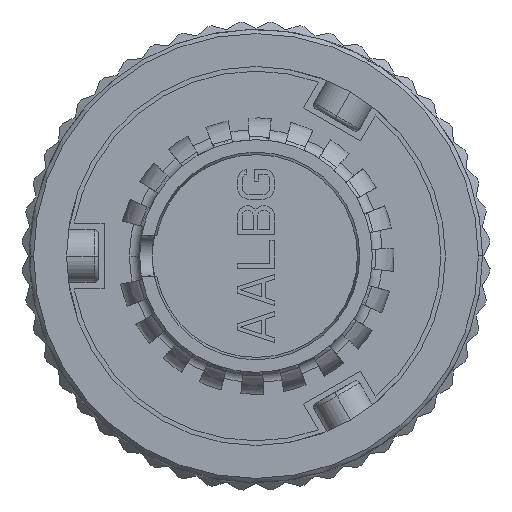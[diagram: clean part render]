
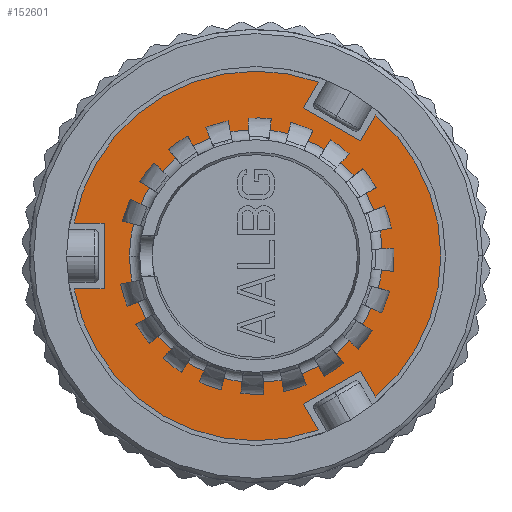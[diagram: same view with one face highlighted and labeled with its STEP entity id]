
A CAD part, left-side view. The second image highlights one B-rep face of the part: STEP entity #152601.
In plain terms, the highlighted planar face has unit normal (-1, 0, 0).
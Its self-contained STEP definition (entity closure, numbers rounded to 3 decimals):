
#42629=CARTESIAN_POINT('',(-13.31,0.,0.));
#42630=DIRECTION('',(-1.,0.,0.));
#42631=DIRECTION('',(0.,-0.338,0.941));
#42632=AXIS2_PLACEMENT_3D('',#42629,#42630,#42631);
#42667=CARTESIAN_POINT('',(-13.31,0.,0.));
#42668=DIRECTION('',(-1.,0.,0.));
#42669=DIRECTION('',(0.,-0.646,-0.763));
#42670=AXIS2_PLACEMENT_3D('',#42667,#42668,#42669);
#42705=CARTESIAN_POINT('',(-13.31,0.,0.));
#42706=DIRECTION('',(-1.,0.,0.));
#42707=DIRECTION('',(0.,0.984,-0.178));
#42708=AXIS2_PLACEMENT_3D('',#42705,#42706,#42707);
#42734=DIRECTION('',(0.,0.5,-0.866));
#42735=VECTOR('',#42734,1.456);
#42736=CARTESIAN_POINT('',(-13.31,-3.03,8.448));
#42737=LINE('13921',#42736,#42735);
#42738=DIRECTION('',(0.,-0.866,-0.5));
#42739=VECTOR('',#42738,3.2);
#42740=CARTESIAN_POINT('',(-13.31,-2.302,7.187));
#42741=LINE('13922',#42740,#42739);
#42742=DIRECTION('',(0.,-0.5,0.866));
#42743=VECTOR('',#42742,1.456);
#42744=CARTESIAN_POINT('',(-13.31,-5.073,5.587));
#42745=LINE('13923',#42744,#42743);
#42746=DIRECTION('',(0.,0.5,0.866));
#42747=VECTOR('',#42746,1.456);
#42748=CARTESIAN_POINT('',(-13.31,-5.801,-6.848));
#42749=LINE('13917',#42748,#42747);
#42750=DIRECTION('',(0.,0.866,-0.5));
#42751=VECTOR('',#42750,3.2);
#42752=CARTESIAN_POINT('',(-13.31,-5.073,-5.587));
#42753=LINE('13918',#42752,#42751);
#42754=DIRECTION('',(0.,-0.5,-0.866));
#42755=VECTOR('',#42754,1.456);
#42756=CARTESIAN_POINT('',(-13.31,-2.302,-7.187));
#42757=LINE('13919',#42756,#42755);
#42758=DIRECTION('',(0.,-1.,0.));
#42759=VECTOR('',#42758,1.456);
#42760=CARTESIAN_POINT('',(-13.31,8.831,-1.6));
#42761=LINE('13910',#42760,#42759);
#42762=DIRECTION('',(0.,0.,1.));
#42763=VECTOR('',#42762,3.2);
#42764=CARTESIAN_POINT('',(-13.31,7.375,-1.6));
#42765=LINE('13911',#42764,#42763);
#42766=DIRECTION('',(0.,-1.,0.));
#42767=VECTOR('',#42766,1.456);
#42768=CARTESIAN_POINT('',(-13.31,8.831,1.6));
#42769=LINE('13912',#42768,#42767);
#42775=CARTESIAN_POINT('',(-13.31,0.,0.));
#42776=DIRECTION('',(-1.,0.,0.));
#42777=DIRECTION('',(0.,1.,0.));
#42778=AXIS2_PLACEMENT_3D('',#42775,#42776,#42777);
#45427=CARTESIAN_POINT('',(-13.31,0.,0.));
#45428=DIRECTION('',(1.,0.,0.));
#45429=DIRECTION('',(0.,1.,0.));
#45430=AXIS2_PLACEMENT_3D('',#45427,#45428,#45429);
#59309=CARTESIAN_POINT('',(-13.31,8.831,-1.6));
#59310=CARTESIAN_POINT('',(-13.31,7.375,-1.6));
#59311=VERTEX_POINT('',#59309);
#59312=VERTEX_POINT('',#59310);
#59313=CARTESIAN_POINT('',(-13.31,7.375,1.6));
#59314=VERTEX_POINT('',#59313);
#59315=CARTESIAN_POINT('',(-13.31,8.831,1.6));
#59316=VERTEX_POINT('',#59315);
#59325=CARTESIAN_POINT('',(-13.31,-5.801,-6.848));
#59326=CARTESIAN_POINT('',(-13.31,-5.073,-5.587));
#59327=VERTEX_POINT('',#59325);
#59328=VERTEX_POINT('',#59326);
#59329=CARTESIAN_POINT('',(-13.31,-2.302,-7.187));
#59330=VERTEX_POINT('',#59329);
#59331=CARTESIAN_POINT('',(-13.31,-3.03,-8.448));
#59332=VERTEX_POINT('',#59331);
#59333=CARTESIAN_POINT('',(-13.31,-3.03,8.448));
#59334=CARTESIAN_POINT('',(-13.31,-2.302,7.187));
#59335=VERTEX_POINT('',#59333);
#59336=VERTEX_POINT('',#59334);
#59337=CARTESIAN_POINT('',(-13.31,-5.073,5.587));
#59338=VERTEX_POINT('',#59337);
#59339=CARTESIAN_POINT('',(-13.31,-5.801,6.848));
#59340=VERTEX_POINT('',#59339);
#59392=CARTESIAN_POINT('',(-13.31,6.15,0.));
#59394=VERTEX_POINT('',#59392);
#59396=CARTESIAN_POINT('',(-13.31,-6.15,0.));
#59397=VERTEX_POINT('',#59396);
#152576=CARTESIAN_POINT('',(-13.31,0.,0.));
#152577=DIRECTION('',(1.,0.,0.));
#152578=DIRECTION('',(0.,-1.,0.));
#152579=AXIS2_PLACEMENT_3D('',#152576,#152577,#152578);
#152580=PLANE('854',#152579);
#152581=ORIENTED_EDGE('13921',*,*,#152354,.T.);
#152582=ORIENTED_EDGE('13922',*,*,#152375,.T.);
#152583=ORIENTED_EDGE('13923',*,*,#152396,.T.);
#152584=ORIENTED_EDGE('13926',*,*,#152417,.F.);
#152585=ORIENTED_EDGE('13917',*,*,#152438,.T.);
#152586=ORIENTED_EDGE('13918',*,*,#152459,.T.);
#152587=ORIENTED_EDGE('13919',*,*,#152480,.T.);
#152588=ORIENTED_EDGE('13920',*,*,#152501,.F.);
#152589=ORIENTED_EDGE('13910',*,*,#152522,.T.);
#152590=ORIENTED_EDGE('13911',*,*,#152543,.T.);
#152591=ORIENTED_EDGE('13912',*,*,#152563,.F.);
#152592=ORIENTED_EDGE('13927',*,*,#152332,.F.);
#152593=EDGE_LOOP('854',(#152581,#152582,#152583,#152584,#152585,#152586,
#152587,#152588,#152589,#152590,#152591,#152592));
#152594=FACE_OUTER_BOUND('854',#152593,.F.);
#152596=ORIENTED_EDGE('13964',*,*,#152595,.T.);
#152598=ORIENTED_EDGE('13963',*,*,#152597,.F.);
#152599=EDGE_LOOP('854',(#152596,#152598));
#152600=FACE_BOUND('854',#152599,.F.);
#42633=CIRCLE('13927',#42632,8.975);
#42671=CIRCLE('13926',#42670,8.975);
#42709=CIRCLE('13920',#42708,8.975);
#42779=CIRCLE('13964',#42778,6.15);
#45431=CIRCLE('13963',#45430,6.15);
#152332=EDGE_CURVE('13927',#59335,#59316,#42633,.T.);
#152354=EDGE_CURVE('13921',#59335,#59336,#42737,.T.);
#152375=EDGE_CURVE('13922',#59336,#59338,#42741,.T.);
#152396=EDGE_CURVE('13923',#59338,#59340,#42745,.T.);
#152417=EDGE_CURVE('13926',#59327,#59340,#42671,.T.);
#152438=EDGE_CURVE('13917',#59327,#59328,#42749,.T.);
#152459=EDGE_CURVE('13918',#59328,#59330,#42753,.T.);
#152480=EDGE_CURVE('13919',#59330,#59332,#42757,.T.);
#152501=EDGE_CURVE('13920',#59311,#59332,#42709,.T.);
#152522=EDGE_CURVE('13910',#59311,#59312,#42761,.T.);
#152543=EDGE_CURVE('13911',#59312,#59314,#42765,.T.);
#152563=EDGE_CURVE('13912',#59316,#59314,#42769,.T.);
#152595=EDGE_CURVE('13964',#59394,#59397,#42779,.T.);
#152597=EDGE_CURVE('13963',#59394,#59397,#45431,.T.);
#152601=ADVANCED_FACE('854',(#152594,#152600),#152580,.F.);
